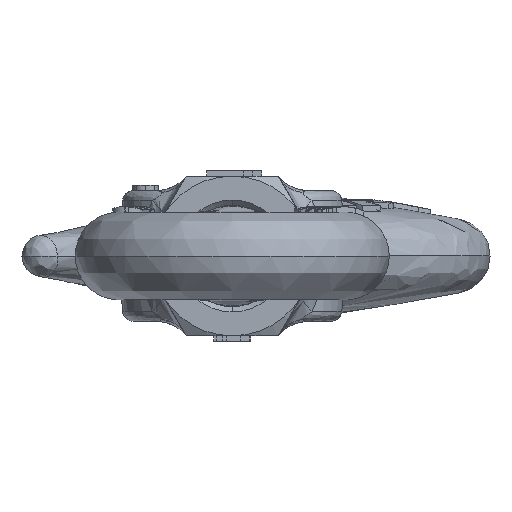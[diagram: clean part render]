
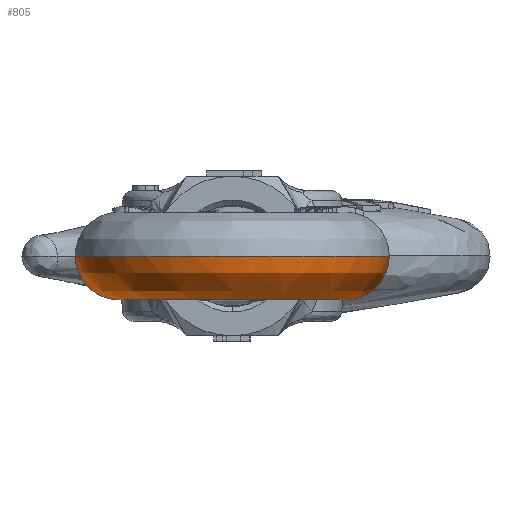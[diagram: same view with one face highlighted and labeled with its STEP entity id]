
A CAD part, left-side view. The second image highlights one B-rep face of the part: STEP entity #805.
In plain terms, the highlighted free-form (B-spline) face has degree [3, 3] with [4, 7] control points.
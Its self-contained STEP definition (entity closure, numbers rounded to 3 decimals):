
#805=ADVANCED_FACE('',(#1896),#1897,.T.);
#1896=FACE_OUTER_BOUND('',#7943,.T.);
#1897=(B_SPLINE_SURFACE(3,3,((#7945,#7946,#7947,#7948,#7949,#7950,#7951),(#7952,#7953,#7954,#7955,#7956,#7957,#7958),(#7959,#7960,#7961,#7962,#7963,#7964,#7965),(#7966,#7967,#7968,#7969,#7970,#7971,#7972)),.UNSPECIFIED.,.F.,.F.,.F.)B_SPLINE_SURFACE_WITH_KNOTS((4,4),(4,3,4),(0.0,1.0),(0.0,0.5,1.0),.UNSPECIFIED.)RATIONAL_B_SPLINE_SURFACE(((1.0,0.802,0.802,1.0,0.802,0.802,1.0),(0.333,0.267,0.267,0.333,0.267,0.267,0.333),(0.333,0.267,0.267,0.333,0.267,0.267,0.333),(1.0,0.802,0.802,1.0,0.802,0.802,1.0)))BOUNDED_SURFACE()REPRESENTATION_ITEM('')GEOMETRIC_REPRESENTATION_ITEM()SURFACE());
#7943=EDGE_LOOP('',(#18039,#18040,#18041,#18042));
#7945=CARTESIAN_POINT('',(-204.565,29.499,0.));
#7946=CARTESIAN_POINT('',(-221.977,29.666,0.));
#7947=CARTESIAN_POINT('',(-234.349,17.413,0.));
#7948=CARTESIAN_POINT('',(-234.349,0.,0.));
#7949=CARTESIAN_POINT('',(-234.349,-17.413,0.));
#7950=CARTESIAN_POINT('',(-221.977,-29.666,0.));
#7951=CARTESIAN_POINT('',(-204.565,-29.499,0.));
#7952=CARTESIAN_POINT('',(-204.565,29.499,-16.5));
#7953=CARTESIAN_POINT('',(-221.977,29.666,-16.5));
#7954=CARTESIAN_POINT('',(-234.349,17.413,-16.5));
#7955=CARTESIAN_POINT('',(-234.349,0.,-16.5));
#7956=CARTESIAN_POINT('',(-234.349,-17.413,-16.5));
#7957=CARTESIAN_POINT('',(-221.977,-29.666,-16.5));
#7958=CARTESIAN_POINT('',(-204.565,-29.499,-16.5));
#7959=CARTESIAN_POINT('',(-204.724,12.999,-16.5));
#7960=CARTESIAN_POINT('',(-212.397,13.073,-16.5));
#7961=CARTESIAN_POINT('',(-217.849,7.673,-16.5));
#7962=CARTESIAN_POINT('',(-217.849,0.,-16.5));
#7963=CARTESIAN_POINT('',(-217.849,-7.673,-16.5));
#7964=CARTESIAN_POINT('',(-212.397,-13.073,-16.5));
#7965=CARTESIAN_POINT('',(-204.724,-12.999,-16.5));
#7966=CARTESIAN_POINT('',(-204.724,12.999,0.));
#7967=CARTESIAN_POINT('',(-212.397,13.073,0.));
#7968=CARTESIAN_POINT('',(-217.849,7.673,0.));
#7969=CARTESIAN_POINT('',(-217.849,0.,0.));
#7970=CARTESIAN_POINT('',(-217.849,-7.673,0.));
#7971=CARTESIAN_POINT('',(-212.397,-13.073,0.));
#7972=CARTESIAN_POINT('',(-204.724,-12.999,0.));
#18039=ORIENTED_EDGE('',*,*,#21078,.F.);
#18040=ORIENTED_EDGE('',*,*,#21079,.T.);
#18041=ORIENTED_EDGE('',*,*,#21080,.F.);
#18042=ORIENTED_EDGE('',*,*,#21081,.F.);
#21078=EDGE_CURVE('',#23456,#23455,#23541,.T.);
#21079=EDGE_CURVE('',#23456,#23306,#23542,.T.);
#21080=EDGE_CURVE('',#23308,#23306,#23543,.T.);
#21081=EDGE_CURVE('',#23455,#23308,#23544,.T.);
#23306=VERTEX_POINT('',#30762);
#23308=VERTEX_POINT('',#30764);
#23455=VERTEX_POINT('',#31489);
#23456=VERTEX_POINT('',#31490);
#23541=CIRCLE('',#31807,8.25);
#23542=CIRCLE('',#31808,13.0);
#23543=CIRCLE('',#31809,8.25);
#23544=CIRCLE('',#31810,29.5);
#30762=CARTESIAN_POINT('',(-204.724,-12.999,0.));
#30764=CARTESIAN_POINT('',(-204.565,-29.499,0.));
#31489=CARTESIAN_POINT('',(-204.565,29.499,0.));
#31490=CARTESIAN_POINT('',(-204.724,12.999,0.));
#31807=AXIS2_PLACEMENT_3D('',#37617,#37618,#37619);
#31808=AXIS2_PLACEMENT_3D('',#37620,#37621,#37622);
#31809=AXIS2_PLACEMENT_3D('',#37623,#37624,#37625);
#31810=AXIS2_PLACEMENT_3D('',#37626,#37627,#37628);
#37617=CARTESIAN_POINT('',(-204.644,21.249,0.));
#37618=DIRECTION('',(1.,-0.01,0.0));
#37619=DIRECTION('',(0.01,1.,0.0));
#37620=CARTESIAN_POINT('',(-204.849,0.,0.));
#37621=DIRECTION('',(0.0,0.0,1.0));
#37622=DIRECTION('',(1.0,0.0,0.0));
#37623=CARTESIAN_POINT('',(-204.644,-21.249,0.));
#37624=DIRECTION('',(1.,0.01,0.0));
#37625=DIRECTION('',(0.01,-1.,0.0));
#37626=CARTESIAN_POINT('',(-204.849,0.,0.));
#37627=DIRECTION('',(0.0,0.0,1.0));
#37628=DIRECTION('',(1.0,0.0,0.0));
